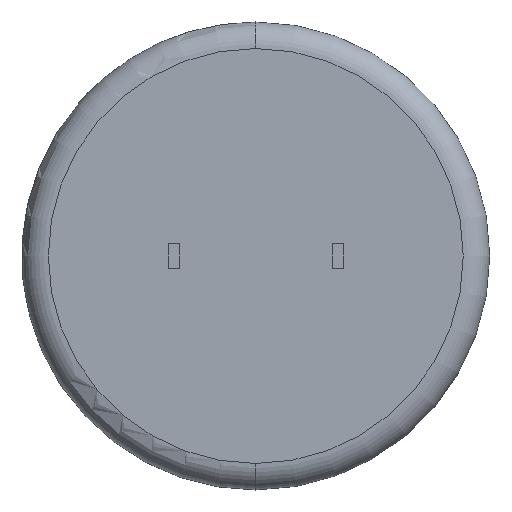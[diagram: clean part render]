
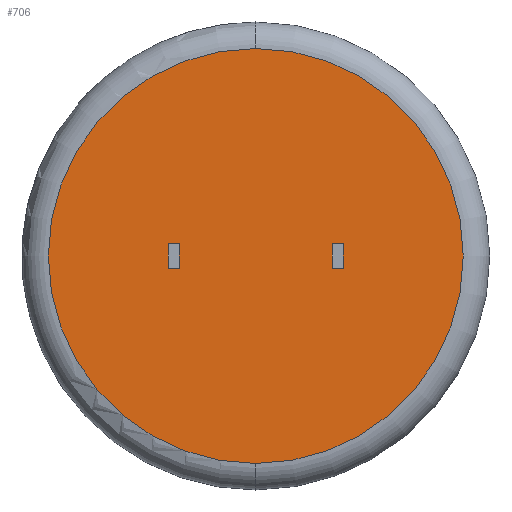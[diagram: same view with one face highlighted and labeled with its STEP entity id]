
A CAD part, front view. The second image highlights one B-rep face of the part: STEP entity #706.
In plain terms, the highlighted planar face has unit normal (0, -1, 0).
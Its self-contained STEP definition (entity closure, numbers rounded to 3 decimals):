
#7 = VECTOR ( 'NONE', #1386, 1000. ) ;
#48 = ORIENTED_EDGE ( 'NONE', *, *, #101, .F. ) ;
#49 = DIRECTION ( 'NONE',  ( 1., 0., 0. ) ) ;
#101 = EDGE_CURVE ( 'NONE', #1255, #1103, #567, .T. ) ;
#168 = EDGE_CURVE ( 'NONE', #1581, #1255, #2522, .T. ) ;
#180 = ORIENTED_EDGE ( 'NONE', *, *, #2518, .T. ) ;
#265 = VECTOR ( 'NONE', #1627, 1000. ) ;
#267 = LINE ( 'NONE', #946, #1895 ) ;
#283 = DIRECTION ( 'NONE',  ( 1., 0., 0. ) ) ;
#301 = CARTESIAN_POINT ( 'NONE',  ( 5.43, 0., 0. ) ) ;
#310 = CARTESIAN_POINT ( 'NONE',  ( 4.73, 0., -0.75 ) ) ;
#453 = FACE_BOUND ( 'NONE', #1433, .T. ) ;
#457 = ORIENTED_EDGE ( 'NONE', *, *, #168, .F. ) ;
#503 = EDGE_CURVE ( 'NONE', #2432, #1781, #881, .T. ) ;
#524 = AXIS2_PLACEMENT_3D ( 'NONE', #1173, #1844, #2239 ) ;
#528 = DIRECTION ( 'NONE',  ( 0., 0., 1. ) ) ;
#567 = LINE ( 'NONE', #301, #2722 ) ;
#622 = CARTESIAN_POINT ( 'NONE',  ( -4.73, 0., 0.75 ) ) ;
#650 = DIRECTION ( 'NONE',  ( 0., 0., 1. ) ) ;
#675 = CARTESIAN_POINT ( 'NONE',  ( 0., 0., 0. ) ) ;
#706 = ADVANCED_FACE ( 'NONE', ( #1649, #453, #1321 ), #1797, .F. ) ;
#714 = ORIENTED_EDGE ( 'NONE', *, *, #747, .F. ) ;
#747 = EDGE_CURVE ( 'NONE', #1103, #2000, #2342, .T. ) ;
#770 = CARTESIAN_POINT ( 'NONE',  ( 4.73, 0., 0.75 ) ) ;
#881 = LINE ( 'NONE', #1541, #1720 ) ;
#887 = EDGE_LOOP ( 'NONE', ( #180, #1350 ) ) ;
#917 = ORIENTED_EDGE ( 'NONE', *, *, #1245, .F. ) ;
#946 = CARTESIAN_POINT ( 'NONE',  ( -5.43, 0., 0.75 ) ) ;
#954 = VECTOR ( 'NONE', #1437, 1000. ) ;
#955 = CARTESIAN_POINT ( 'NONE',  ( 0., 0., 12.855 ) ) ;
#970 = VERTEX_POINT ( 'NONE', #1281 ) ;
#977 = ORIENTED_EDGE ( 'NONE', *, *, #1531, .F. ) ;
#1003 = CIRCLE ( 'NONE', #2321, 12.855 ) ;
#1034 = VERTEX_POINT ( 'NONE', #622 ) ;
#1050 = CARTESIAN_POINT ( 'NONE',  ( -4.73, 0., -0.75 ) ) ;
#1103 = VERTEX_POINT ( 'NONE', #2659 ) ;
#1143 = CARTESIAN_POINT ( 'NONE',  ( -5.43, 0., -0.75 ) ) ;
#1173 = CARTESIAN_POINT ( 'NONE',  ( 0., 0., 0. ) ) ;
#1245 = EDGE_CURVE ( 'NONE', #2000, #1581, #2767, .T. ) ;
#1255 = VERTEX_POINT ( 'NONE', #1868 ) ;
#1281 = CARTESIAN_POINT ( 'NONE',  ( 0., 0., -12.855 ) ) ;
#1312 = DIRECTION ( 'NONE',  ( 0., 0., 1. ) ) ;
#1318 = LINE ( 'NONE', #1143, #7 ) ;
#1321 = FACE_BOUND ( 'NONE', #2269, .T. ) ;
#1350 = ORIENTED_EDGE ( 'NONE', *, *, #1816, .T. ) ;
#1376 = CIRCLE ( 'NONE', #1457, 12.855 ) ;
#1386 = DIRECTION ( 'NONE',  ( 1., 0., 0. ) ) ;
#1433 = EDGE_LOOP ( 'NONE', ( #2420, #1702, #1468, #977 ) ) ;
#1437 = DIRECTION ( 'NONE',  ( 0., 0., -1. ) ) ;
#1457 = AXIS2_PLACEMENT_3D ( 'NONE', #675, #2743, #1711 ) ;
#1468 = ORIENTED_EDGE ( 'NONE', *, *, #1867, .T. ) ;
#1470 = DIRECTION ( 'NONE',  ( 0., 0., -1. ) ) ;
#1493 = VECTOR ( 'NONE', #283, 1000. ) ;
#1531 = EDGE_CURVE ( 'NONE', #2432, #1882, #1318, .T. ) ;
#1541 = CARTESIAN_POINT ( 'NONE',  ( -5.43, 0., 0. ) ) ;
#1581 = VERTEX_POINT ( 'NONE', #1603 ) ;
#1603 = CARTESIAN_POINT ( 'NONE',  ( 4.73, 0., -0.75 ) ) ;
#1627 = DIRECTION ( 'NONE',  ( -1., 0., 0. ) ) ;
#1649 = FACE_OUTER_BOUND ( 'NONE', #887, .T. ) ;
#1702 = ORIENTED_EDGE ( 'NONE', *, *, #2312, .T. ) ;
#1711 = DIRECTION ( 'NONE',  ( 0., 0., 1. ) ) ;
#1720 = VECTOR ( 'NONE', #1312, 1000. ) ;
#1781 = VERTEX_POINT ( 'NONE', #2509 ) ;
#1797 = PLANE ( 'NONE',  #524 ) ;
#1816 = EDGE_CURVE ( 'NONE', #970, #2694, #1003, .T. ) ;
#1844 = DIRECTION ( 'NONE',  ( 0., 1., 0. ) ) ;
#1867 = EDGE_CURVE ( 'NONE', #1034, #1882, #2026, .T. ) ;
#1868 = CARTESIAN_POINT ( 'NONE',  ( 5.43, 0., -0.75 ) ) ;
#1882 = VERTEX_POINT ( 'NONE', #1050 ) ;
#1895 = VECTOR ( 'NONE', #49, 1000. ) ;
#1897 = CARTESIAN_POINT ( 'NONE',  ( -4.73, 0., 0.75 ) ) ;
#1903 = DIRECTION ( 'NONE',  ( 0., -1., 0. ) ) ;
#2000 = VERTEX_POINT ( 'NONE', #2746 ) ;
#2026 = LINE ( 'NONE', #1897, #2389 ) ;
#2239 = DIRECTION ( 'NONE',  ( 0., 0., 1. ) ) ;
#2269 = EDGE_LOOP ( 'NONE', ( #917, #714, #48, #457 ) ) ;
#2312 = EDGE_CURVE ( 'NONE', #1781, #1034, #267, .T. ) ;
#2321 = AXIS2_PLACEMENT_3D ( 'NONE', #2499, #1903, #650 ) ;
#2342 = LINE ( 'NONE', #770, #265 ) ;
#2389 = VECTOR ( 'NONE', #1470, 1000. ) ;
#2420 = ORIENTED_EDGE ( 'NONE', *, *, #503, .T. ) ;
#2432 = VERTEX_POINT ( 'NONE', #2670 ) ;
#2456 = CARTESIAN_POINT ( 'NONE',  ( 4.73, 0., -0.75 ) ) ;
#2499 = CARTESIAN_POINT ( 'NONE',  ( 0., 0., 0. ) ) ;
#2509 = CARTESIAN_POINT ( 'NONE',  ( -5.43, 0., 0.75 ) ) ;
#2518 = EDGE_CURVE ( 'NONE', #2694, #970, #1376, .T. ) ;
#2522 = LINE ( 'NONE', #310, #1493 ) ;
#2659 = CARTESIAN_POINT ( 'NONE',  ( 5.43, 0., 0.75 ) ) ;
#2670 = CARTESIAN_POINT ( 'NONE',  ( -5.43, 0., -0.75 ) ) ;
#2694 = VERTEX_POINT ( 'NONE', #955 ) ;
#2722 = VECTOR ( 'NONE', #528, 1000. ) ;
#2743 = DIRECTION ( 'NONE',  ( 0., -1., 0. ) ) ;
#2746 = CARTESIAN_POINT ( 'NONE',  ( 4.73, 0., 0.75 ) ) ;
#2767 = LINE ( 'NONE', #2456, #954 ) ;
